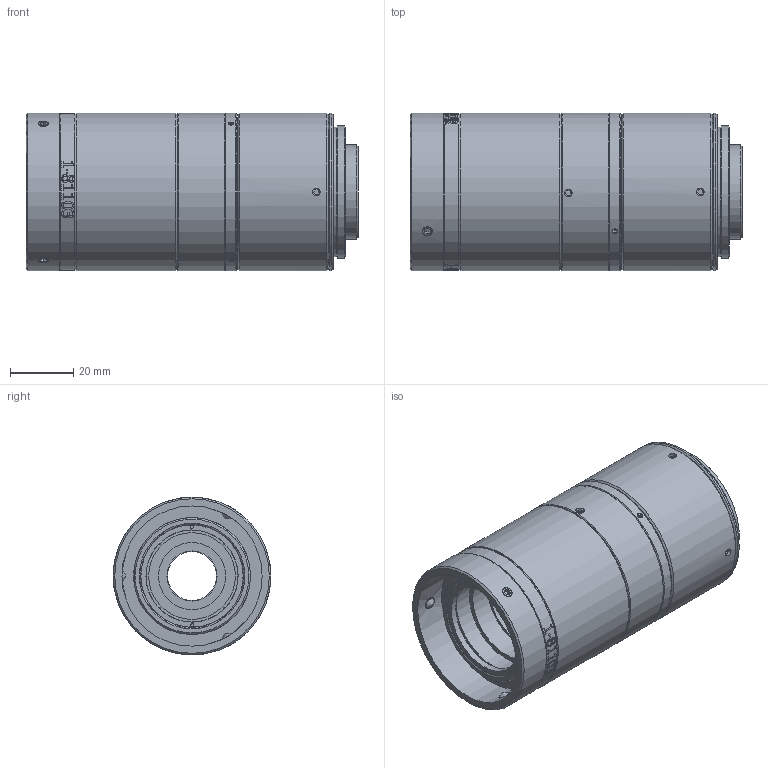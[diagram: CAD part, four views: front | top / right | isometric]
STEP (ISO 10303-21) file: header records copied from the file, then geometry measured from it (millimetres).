
FILE_DESCRIPTION(/* description */ ('1.375X, (4/3") REAR ADAPTER'),/* implementation_level */ '2;1');
FILE_NAME(/* name */ 'Jesse''81103_0.stp',/* time_stamp */ '2018-05-23T11:34:25-04:00',/* author */ ('Williamson'),/* organization */ ('NAVITAR'),/* preprocessor_version */ 'ST-DEVELOPER v16.13',/* originating_system */ 'Autodesk Inventor 2018',/* authorisation */ '');
FILE_SCHEMA (('AUTOMOTIVE_DESIGN { 1 0 10303 214 3 1 1 }'));
Length unit declared in the file: inch
Products named in the file (20): 1-81103; 3-80402; 3-80401; 3-80305; 3-80122; 8-7488; 3-80308; 3-80302; 3-50129; 3-80307; 8-7769; 8-7006; 8-7770; 8-80405; 8-13667; 7-30683; 3-80403; 3-80396; 3-80404; 7-30667
Assembly tree (29 placements, depth 2):
  1-81103
    3-80402
    3-80401
    3-80305
    3-80122
    8-7488  x3
    3-80308
    3-80302
    3-50129
    3-80307
    8-7769  x4
    8-7006  x3
    8-7770  x2
    8-80405
    8-13667  x2
    7-30683  x2
    3-80403
    3-80396
    3-80404
    7-30667
Bounding box: 105.33 x 50.05 x 50.05 mm (x, y, z)
Volume: 121633 mm3; surface area: 70711.6 mm2
Topology: 32 solids, 32 shells, 540 faces, 1297 edges, 847 vertices
Faces by surface type: plane 275, cylinder 113, bspline 76, cone 72, sphere 4
Full cylindrical faces by diameter (mm): 1.016 x4, 1.146 x3, 1.27 x1, 1.587 x2, 1.702 x4, 1.727 x1, 2.083 x1, 2.159 x2, 2.184 x3, 2.286 x1, 2.464 x6, 2.845 x2, 3 x6, 3.162 x1, 3.175 x1, 3.251 x3, 4 x3, 4.75 x1, 15.541 x1, 15.891 x1, 17.065 x1, 17.161 x1, 20.697 x1, 21.268 x1, 21.488 x1, 23.012 x2, 24.536 x1, 25.395 x1, 25.4 x1, 27.525 x1
Entity records: 16428 total; most frequent: CARTESIAN_POINT 6340, DIRECTION 1784, ORIENTED_EDGE 1754, EDGE_CURVE 877, AXIS2_PLACEMENT_3D 699, EDGE_LOOP 691, VERTEX_POINT 658, FACE_OUTER_BOUND 432
